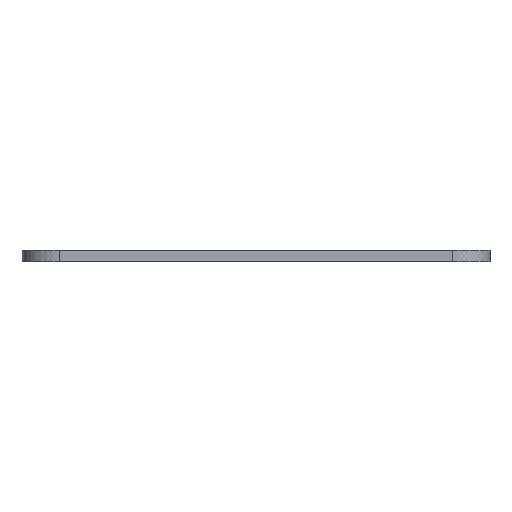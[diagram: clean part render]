
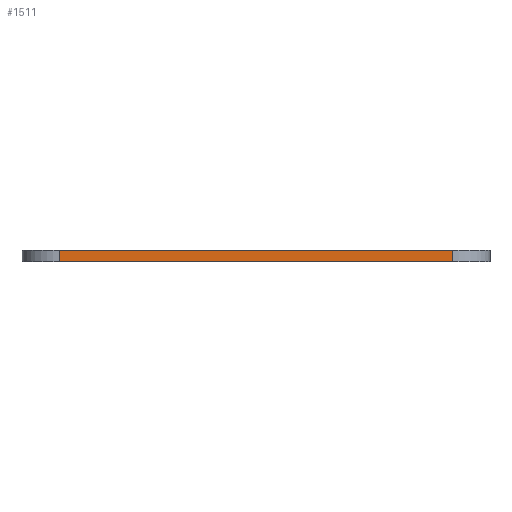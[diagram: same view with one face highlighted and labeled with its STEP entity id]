
A CAD part, left-side view. The second image highlights one B-rep face of the part: STEP entity #1511.
In plain terms, the highlighted planar face has unit normal (-1, 0, 0).
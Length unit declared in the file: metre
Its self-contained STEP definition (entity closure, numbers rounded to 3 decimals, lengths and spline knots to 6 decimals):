
#38=PLANE('',#1662);
#167=LINE('',#2510,#309);
#168=LINE('',#2514,#310);
#169=LINE('',#2516,#311);
#170=LINE('',#2518,#312);
#309=VECTOR('',#2050,1.);
#310=VECTOR('',#2055,1.);
#311=VECTOR('',#2056,1.);
#312=VECTOR('',#2057,1.);
#562=ORIENTED_EDGE('',*,*,#950,.T.);
#563=ORIENTED_EDGE('',*,*,#951,.F.);
#564=ORIENTED_EDGE('',*,*,#952,.F.);
#565=ORIENTED_EDGE('',*,*,#948,.T.);
#948=EDGE_CURVE('',#1119,#1118,#167,.T.);
#950=EDGE_CURVE('',#1118,#1120,#168,.T.);
#951=EDGE_CURVE('',#1121,#1120,#169,.T.);
#952=EDGE_CURVE('',#1119,#1121,#170,.T.);
#1118=VERTEX_POINT('',#2509);
#1119=VERTEX_POINT('',#2511);
#1120=VERTEX_POINT('',#2515);
#1121=VERTEX_POINT('',#2517);
#1269=EDGE_LOOP('',(#562,#563,#564,#565));
#1371=FACE_BOUND('',#1269,.T.);
#1511=ADVANCED_FACE('',(#1371),#38,.F.);
#1662=AXIS2_PLACEMENT_3D('',#2513,#2053,#2054);
#2050=DIRECTION('',(0.,0.,-1.));
#2053=DIRECTION('',(1.,0.,0.));
#2054=DIRECTION('',(0.,1.,0.));
#2055=DIRECTION('',(0.,-1.,0.));
#2056=DIRECTION('',(0.,0.,-1.));
#2057=DIRECTION('',(0.,-1.,0.));
#2509=CARTESIAN_POINT('',(-0.057205,0.026265,0.013));
#2510=CARTESIAN_POINT('',(-0.057205,0.026265,0.0145));
#2511=CARTESIAN_POINT('',(-0.057205,0.026265,0.0145));
#2513=CARTESIAN_POINT('',(-0.057205,0.,0.0145));
#2514=CARTESIAN_POINT('',(-0.057205,0.,0.013));
#2515=CARTESIAN_POINT('',(-0.057205,-0.026265,0.013));
#2516=CARTESIAN_POINT('',(-0.057205,-0.026265,0.0145));
#2517=CARTESIAN_POINT('',(-0.057205,-0.026265,0.0145));
#2518=CARTESIAN_POINT('',(-0.057205,0.,0.0145));
